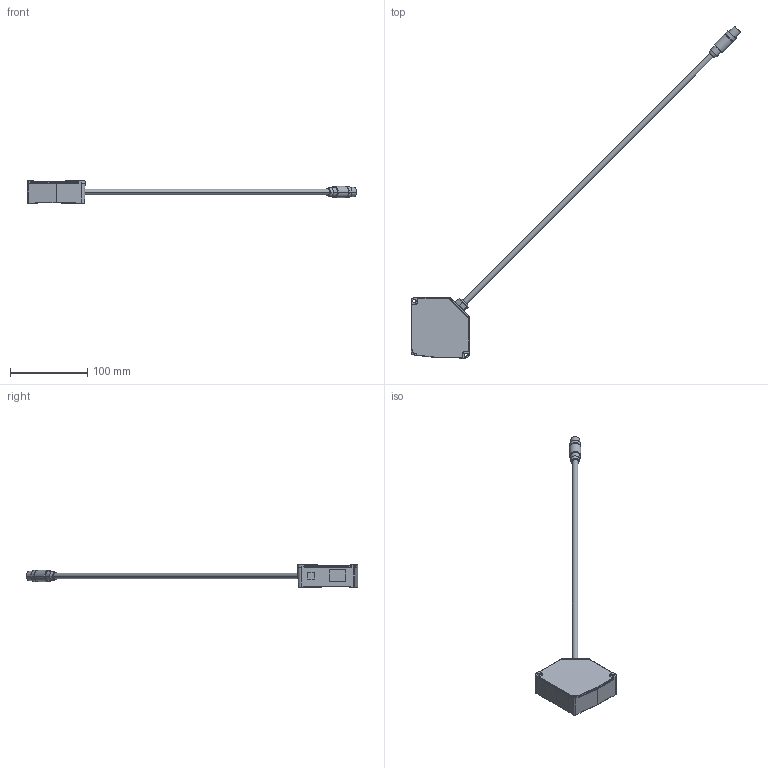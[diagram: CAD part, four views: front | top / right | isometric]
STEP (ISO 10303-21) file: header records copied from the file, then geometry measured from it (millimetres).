
FILE_DESCRIPTION(('Creo Elements/Direct Modeling STEP Export'),'2;1');
FILE_NAME('150mm.stp','2016-12-26T 9:50:15',(''),(''),'PTC Creo Elements/Direct Modeling STEP processor for AP214 (Solid Model)','PTC Creo Elements/Direct Modeling 19.0 09-May-2014 (C) Parametric Technology GmbH','');
FILE_SCHEMA(('AUTOMOTIVE_DESIGN { 1 0 10303 214 1 1 1 1 }'));
Length unit declared in the file: millimetre
Products named in the file (1): 150mm
Bounding box: 427.16 x 430.16 x 29 mm (x, y, z)
Volume: 179168.3 mm3; surface area: 33137.3 mm2
Topology: 1 solids, 1 shells, 329 faces, 821 edges, 487 vertices
Faces by surface type: cylinder 133, plane 114, bspline 54, cone 13, sphere 12, torus 3
Entity records: 17614 total; most frequent: CARTESIAN_POINT 8038, ORIENTED_EDGE 1602, DIRECTION 1240, EDGE_CURVE 801, VERTEX_POINT 487, AXIS2_PLACEMENT_3D 427, VECTOR 386, LINE 386
